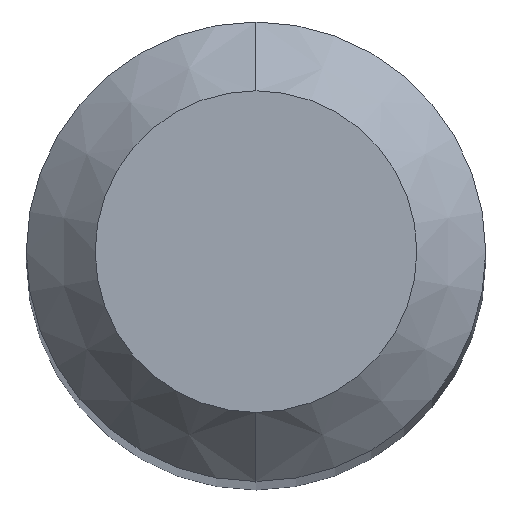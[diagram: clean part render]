
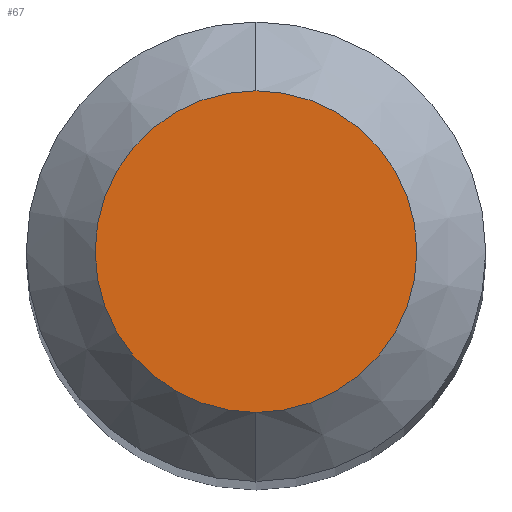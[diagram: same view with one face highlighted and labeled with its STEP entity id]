
A CAD part, top view. The second image highlights one B-rep face of the part: STEP entity #67.
In plain terms, the highlighted planar face has unit normal (0, 0, 1).
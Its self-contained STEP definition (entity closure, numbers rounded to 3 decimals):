
#67=ADVANCED_FACE('',(#131),#132,.T.);
#131=FACE_OUTER_BOUND('',#196,.T.);
#132=PLANE('',#197);
#196=EDGE_LOOP('',(#291,#292));
#197=AXIS2_PLACEMENT_3D('',#293,#294,#295);
#291=ORIENTED_EDGE('',*,*,#375,.F.);
#292=ORIENTED_EDGE('',*,*,#378,.F.);
#293=CARTESIAN_POINT('',(0.,0.7,42.976));
#294=DIRECTION('',(0.,0.0,1.0));
#295=DIRECTION('',(0.0,-1.0,0.0));
#375=EDGE_CURVE('',#440,#442,#443,.T.);
#378=EDGE_CURVE('',#442,#440,#446,.T.);
#440=VERTEX_POINT('',#512);
#442=VERTEX_POINT('',#515);
#443=CIRCLE('',#516,1.4);
#446=CIRCLE('',#520,1.4);
#512=CARTESIAN_POINT('',(0.,1.4,42.976));
#515=CARTESIAN_POINT('',(0.,-1.4,42.976));
#516=AXIS2_PLACEMENT_3D('',#588,#589,#590);
#520=AXIS2_PLACEMENT_3D('',#592,#593,#594);
#588=CARTESIAN_POINT('',(0.,0.0,42.976));
#589=DIRECTION('',(0.,0.0,-1.0));
#590=DIRECTION('',(0.0,1.0,0.0));
#592=CARTESIAN_POINT('',(0.,0.0,42.976));
#593=DIRECTION('',(0.,0.0,-1.0));
#594=DIRECTION('',(0.0,1.0,0.0));
